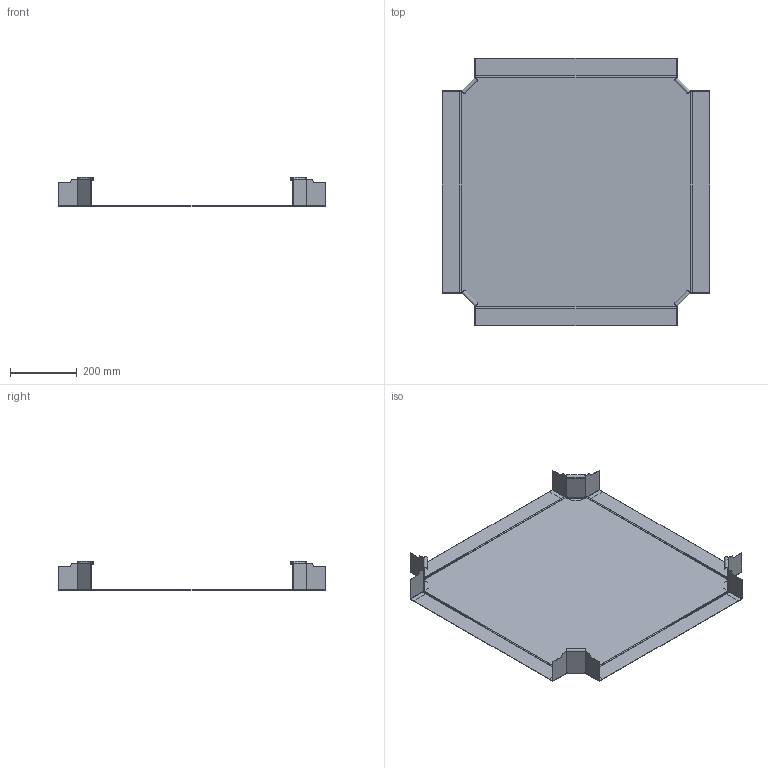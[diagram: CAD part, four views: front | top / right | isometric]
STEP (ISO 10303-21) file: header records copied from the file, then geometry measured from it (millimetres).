
FILE_DESCRIPTION(/* description */ (''),/* implementation_level */ '2;1');
FILE_NAME(/* name */ '7027113',/* time_stamp */ '2014-10-09T11:13:09+02:00',/* author */ (''),/* organization */ (''),/* preprocessor_version */ 'ST-DEVELOPER v15',/* originating_system */ '',/* authorisation */ '');
FILE_SCHEMA (('AUTOMOTIVE_DESIGN'));
Length unit declared in the file: millimetre
Products named in the file (2): Document; Block 01
Assembly tree (1 placements, depth 2):
  Document
    Block 01
Bounding box: 800.17 x 800.17 x 88 mm (x, y, z)
Volume: 842322.2 mm3; surface area: 1354318.6 mm2
Topology: 5 solids, 5 shells, 410 faces, 968 edges, 568 vertices
Faces by surface type: plane 250, bspline 160
Entity records: 12471 total; most frequent: CARTESIAN_POINT 6182, ORIENTED_EDGE 1936, EDGE_CURVE 968, B_SPLINE_CURVE_WITH_KNOTS 736, VERTEX_POINT 568, ADVANCED_FACE 410, FACE_OUTER_BOUND 410, EDGE_LOOP 410
